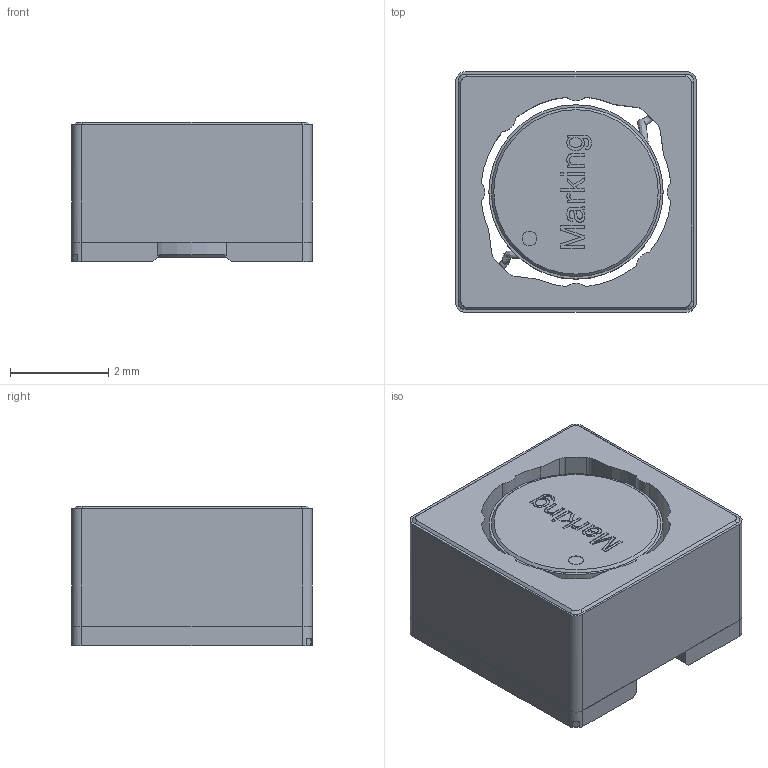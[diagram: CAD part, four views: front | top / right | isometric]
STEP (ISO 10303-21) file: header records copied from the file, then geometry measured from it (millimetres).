
FILE_DESCRIPTION(/* description */ ('Unknown'),/* implementation_level */ '2;1');
FILE_NAME(/* name */ 'L_Wurth_WE-HEPA-5030',/* time_stamp */ '2025-06-04T17:20:55+08:00',/* author */ ('Unknown'),/* organization */ ('Unknown'),/* preprocessor_version */ 'ST-DEVELOPER v19.4',/* originating_system */ 'Solid Edge',/* authorisation */ 'Unknown');
FILE_SCHEMA (('AUTOMOTIVE_DESIGN {1 0 10303 214 3 1 1}'));
Length unit declared in the file: millimetre
Products named in the file (2): L_Wurth_WE-HEPC-5030
Assembly tree (1 placements, depth 2):
  L_Wurth_WE-HEPC-5030
    L_Wurth_WE-HEPC-5030
Bounding box: 4.9 x 4.9 x 2.85 mm (x, y, z)
Volume: 52.6 mm3; surface area: 265.4 mm2
Topology: 5 solids, 5 shells, 210 faces, 537 edges, 352 vertices
Faces by surface type: plane 126, cylinder 56, bspline 18, cone 8, torus 2
Full cylindrical faces by diameter (mm): 0.15 x3, 0.3 x1, 2.4 x1, 3.55 x2
Entity records: 9896 total; most frequent: CARTESIAN_POINT 3961, ORIENTED_EDGE 1022, DIRECTION 900, EDGE_CURVE 511, VERTEX_POINT 344, AXIS2_PLACEMENT_3D 329, EDGE_LOOP 247, FACE_BOUND 247
